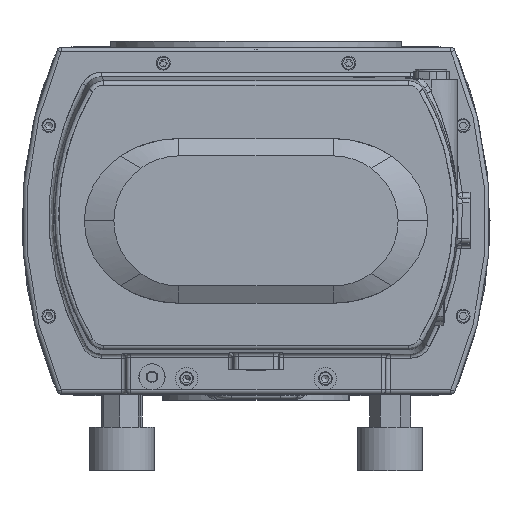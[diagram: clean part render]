
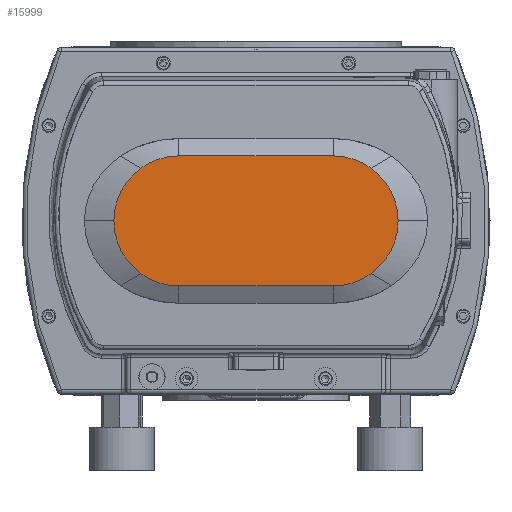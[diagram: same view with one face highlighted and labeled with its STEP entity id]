
A CAD part, front view. The second image highlights one B-rep face of the part: STEP entity #15999.
In plain terms, the highlighted planar face has unit normal (0, -1, 0).
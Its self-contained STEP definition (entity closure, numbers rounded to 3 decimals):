
#15999=ADVANCED_FACE('',(#32237),#32239,.F.);
#32237=FACE_BOUND('',#32238,.T.);
#32238=EDGE_LOOP('',(#227365,#227366,#227367,#227368,#227369,#227370,#227371,#227372,
#227373,#227374));
#32239=PLANE('',#32240);
#32240=AXIS2_PLACEMENT_3D('',#32241,#32242,#32243);
#32241=CARTESIAN_POINT('',(0.,-571.111,-1.704));
#32242=DIRECTION('',(0.,1.,0.));
#32243=DIRECTION('',(1.,0.,0.));
#227365=ORIENTED_EDGE('',*,*,#235846,.F.);
#227366=ORIENTED_EDGE('',*,*,#235847,.F.);
#227367=ORIENTED_EDGE('',*,*,#235848,.F.);
#227368=ORIENTED_EDGE('',*,*,#235849,.F.);
#227369=ORIENTED_EDGE('',*,*,#235850,.F.);
#227370=ORIENTED_EDGE('',*,*,#235851,.F.);
#227371=ORIENTED_EDGE('',*,*,#235852,.F.);
#227372=ORIENTED_EDGE('',*,*,#235853,.F.);
#227373=ORIENTED_EDGE('',*,*,#235854,.F.);
#227374=ORIENTED_EDGE('',*,*,#235855,.F.);
#235846=EDGE_CURVE('',#244520,#244521,#244522,.T.);
#235847=EDGE_CURVE('',#244523,#244520,#244524,.T.);
#235848=EDGE_CURVE('',#244525,#244523,#244526,.T.);
#235849=EDGE_CURVE('',#244527,#244525,#244528,.T.);
#235850=EDGE_CURVE('',#244529,#244527,#244530,.T.);
#235851=EDGE_CURVE('',#244531,#244529,#244532,.T.);
#235852=EDGE_CURVE('',#244533,#244531,#244534,.T.);
#235853=EDGE_CURVE('',#244535,#244533,#244536,.T.);
#235854=EDGE_CURVE('',#244537,#244535,#244538,.T.);
#235855=EDGE_CURVE('',#244521,#244537,#244539,.T.);
#244520=VERTEX_POINT('',#262774);
#244521=VERTEX_POINT('',#262775);
#244522=LINE('',#262776,#262777);
#244523=VERTEX_POINT('',#262779);
#244524=CIRCLE('',#262780,75.);
#244525=VERTEX_POINT('',#262784);
#244526=CIRCLE('',#262785,75.);
#244527=VERTEX_POINT('',#262789);
#244528=CIRCLE('',#262790,75.);
#244529=VERTEX_POINT('',#262794);
#244530=CIRCLE('',#262795,75.);
#244531=VERTEX_POINT('',#262799);
#244532=LINE('',#262800,#262801);
#244533=VERTEX_POINT('',#262803);
#244534=CIRCLE('',#262804,75.);
#244535=VERTEX_POINT('',#262808);
#244536=CIRCLE('',#262809,75.);
#244537=VERTEX_POINT('',#262813);
#244538=CIRCLE('',#262814,75.);
#244539=CIRCLE('',#262818,75.);
#262774=CARTESIAN_POINT('',(-89.,-571.111,73.296));
#262775=CARTESIAN_POINT('',(89.,-571.111,73.296));
#262776=CARTESIAN_POINT('',(-89.,-571.111,73.296));
#262777=VECTOR('',#262778,1.);
#262778=DIRECTION('',(1.,0.,0.));
#262779=CARTESIAN_POINT('',(-132.927,-571.111,59.086));
#262780=AXIS2_PLACEMENT_3D('',#262781,#262782,#262783);
#262781=CARTESIAN_POINT('',(-89.,-571.111,-1.704));
#262782=DIRECTION('',(0.,1.,0.));
#262783=DIRECTION('',(-0.586,0.,0.811));
#262784=CARTESIAN_POINT('',(-164.,-571.111,-1.704));
#262785=AXIS2_PLACEMENT_3D('',#262786,#262787,#262788);
#262786=CARTESIAN_POINT('',(-89.,-571.111,-1.704));
#262787=DIRECTION('',(0.,1.,0.));
#262788=DIRECTION('',(-1.,0.,0.));
#262789=CARTESIAN_POINT('',(-132.927,-571.111,-62.494));
#262790=AXIS2_PLACEMENT_3D('',#262791,#262792,#262793);
#262791=CARTESIAN_POINT('',(-89.,-571.111,-1.704));
#262792=DIRECTION('',(0.,1.,0.));
#262793=DIRECTION('',(-0.586,0.,-0.811));
#262794=CARTESIAN_POINT('',(-89.,-571.111,-76.704));
#262795=AXIS2_PLACEMENT_3D('',#262796,#262797,#262798);
#262796=CARTESIAN_POINT('',(-89.,-571.111,-1.704));
#262797=DIRECTION('',(0.,1.,0.));
#262798=DIRECTION('',(0.,0.,-1.));
#262799=CARTESIAN_POINT('',(89.,-571.111,-76.704));
#262800=CARTESIAN_POINT('',(89.,-571.111,-76.704));
#262801=VECTOR('',#262802,1.);
#262802=DIRECTION('',(-1.,0.,0.));
#262803=CARTESIAN_POINT('',(132.927,-571.111,-62.494));
#262804=AXIS2_PLACEMENT_3D('',#262805,#262806,#262807);
#262805=CARTESIAN_POINT('',(89.,-571.111,-1.704));
#262806=DIRECTION('',(0.,1.,0.));
#262807=DIRECTION('',(0.586,0.,-0.811));
#262808=CARTESIAN_POINT('',(164.,-571.111,-1.704));
#262809=AXIS2_PLACEMENT_3D('',#262810,#262811,#262812);
#262810=CARTESIAN_POINT('',(89.,-571.111,-1.704));
#262811=DIRECTION('',(0.,1.,0.));
#262812=DIRECTION('',(1.,0.,0.));
#262813=CARTESIAN_POINT('',(132.927,-571.111,59.085));
#262814=AXIS2_PLACEMENT_3D('',#262815,#262816,#262817);
#262815=CARTESIAN_POINT('',(89.,-571.111,-1.704));
#262816=DIRECTION('',(0.,1.,0.));
#262817=DIRECTION('',(0.586,0.,0.811));
#262818=AXIS2_PLACEMENT_3D('',#262819,#262820,#262821);
#262819=CARTESIAN_POINT('',(89.,-571.111,-1.704));
#262820=DIRECTION('',(0.,1.,0.));
#262821=DIRECTION('',(0.,0.,1.));
